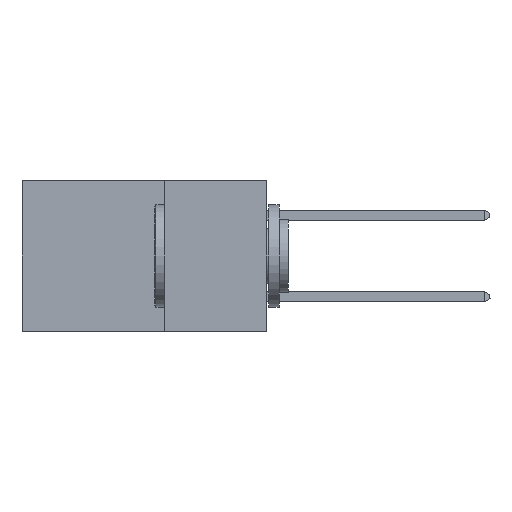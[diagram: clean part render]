
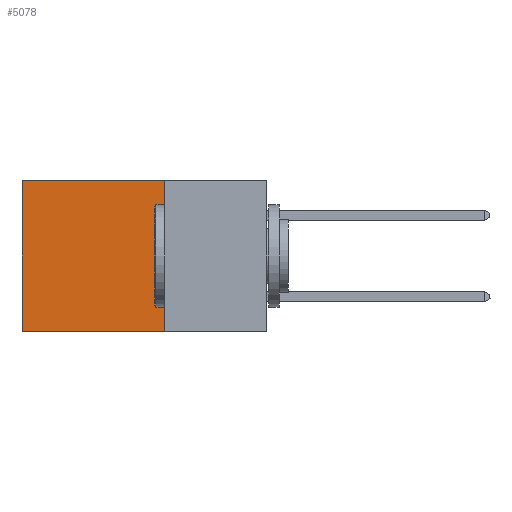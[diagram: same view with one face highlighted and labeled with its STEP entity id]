
A CAD part, left-side view. The second image highlights one B-rep face of the part: STEP entity #5078.
In plain terms, the highlighted planar face has unit normal (-1, 0, 0).
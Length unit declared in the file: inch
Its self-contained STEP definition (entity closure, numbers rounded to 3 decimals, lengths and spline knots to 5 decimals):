
#893 = CARTESIAN_POINT ( 'NONE',  ( 0.2875, 0.25, 0. ) ) ;
#1760 = EDGE_CURVE ( 'NONE', #3675, #15064, #25594, .T. ) ;
#2456 = CARTESIAN_POINT ( 'NONE',  ( 0.2875, 0.25, 0. ) ) ;
#3233 = CARTESIAN_POINT ( 'NONE',  ( 0.2875, 0.6, -0.37 ) ) ;
#3675 = VERTEX_POINT ( 'NONE', #31673 ) ;
#3832 = DIRECTION ( 'NONE',  ( 1., 0., 0. ) ) ;
#5078 = ADVANCED_FACE ( 'NONE', ( #11093 ), #18151, .F. ) ;
#5216 = CARTESIAN_POINT ( 'NONE',  ( 0.2875, 0.25, 0. ) ) ;
#5389 = VERTEX_POINT ( 'NONE', #5216 ) ;
#5401 = DIRECTION ( 'NONE',  ( 0., 0., -1. ) ) ;
#7873 = VECTOR ( 'NONE', #29836, 39.37008 ) ;
#9031 = VECTOR ( 'NONE', #34574, 39.37008 ) ;
#9075 = CARTESIAN_POINT ( 'NONE',  ( 0.2875, 0.25, 0. ) ) ;
#9678 = EDGE_CURVE ( 'NONE', #5389, #3675, #31661, .T. ) ;
#11093 = FACE_OUTER_BOUND ( 'NONE', #26373, .T. ) ;
#11183 = ORIENTED_EDGE ( 'NONE', *, *, #30117, .F. ) ;
#15064 = VERTEX_POINT ( 'NONE', #3233 ) ;
#15913 = LINE ( 'NONE', #2456, #29178 ) ;
#17396 = AXIS2_PLACEMENT_3D ( 'NONE', #893, #3832, #23948 ) ;
#17750 = CARTESIAN_POINT ( 'NONE',  ( 0.2875, 0.25, -0.37 ) ) ;
#18151 = PLANE ( 'NONE',  #17396 ) ;
#23735 = ORIENTED_EDGE ( 'NONE', *, *, #1760, .T. ) ;
#23948 = DIRECTION ( 'NONE',  ( 0., 0., -1. ) ) ;
#24537 = ORIENTED_EDGE ( 'NONE', *, *, #35054, .F. ) ;
#25594 = LINE ( 'NONE', #31782, #32136 ) ;
#26373 = EDGE_LOOP ( 'NONE', ( #23735, #24537, #11183, #34032 ) ) ;
#27025 = CARTESIAN_POINT ( 'NONE',  ( 0.2875, 0.25, -0.37 ) ) ;
#29178 = VECTOR ( 'NONE', #5401, 39.37008 ) ;
#29836 = DIRECTION ( 'NONE',  ( 0., 1., 0. ) ) ;
#30117 = EDGE_CURVE ( 'NONE', #5389, #33888, #15913, .T. ) ;
#30537 = LINE ( 'NONE', #27025, #7873 ) ;
#31661 = LINE ( 'NONE', #9075, #9031 ) ;
#31673 = CARTESIAN_POINT ( 'NONE',  ( 0.2875, 0.6, 0. ) ) ;
#31782 = CARTESIAN_POINT ( 'NONE',  ( 0.2875, 0.6, 0. ) ) ;
#32136 = VECTOR ( 'NONE', #34609, 39.37008 ) ;
#33888 = VERTEX_POINT ( 'NONE', #17750 ) ;
#34032 = ORIENTED_EDGE ( 'NONE', *, *, #9678, .T. ) ;
#34574 = DIRECTION ( 'NONE',  ( 0., 1., 0. ) ) ;
#34609 = DIRECTION ( 'NONE',  ( 0., 0., -1. ) ) ;
#35054 = EDGE_CURVE ( 'NONE', #33888, #15064, #30537, .T. ) ;
